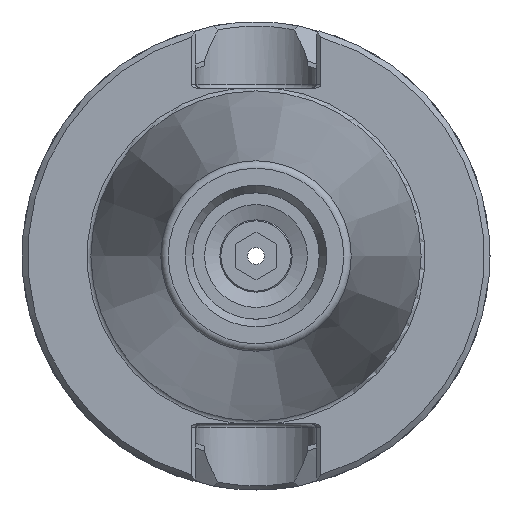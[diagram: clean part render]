
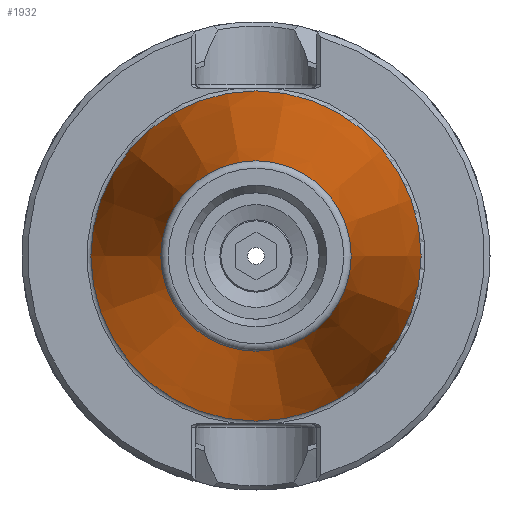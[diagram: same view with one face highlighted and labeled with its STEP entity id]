
A CAD part, left-side view. The second image highlights one B-rep face of the part: STEP entity #1932.
In plain terms, the highlighted conical face has half-angle 8.297 degrees and reference radius 17.456 mm.
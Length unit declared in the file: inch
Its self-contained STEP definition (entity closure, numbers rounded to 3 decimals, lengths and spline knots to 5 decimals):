
#305=CONICAL_SURFACE('',#2112,0.68724,8.297);
#499=FACE_BOUND('',#735,.T.);
#583=FACE_OUTER_BOUND('',#734,.T.);
#734=EDGE_LOOP('',(#1590));
#735=EDGE_LOOP('',(#1591));
#858=CIRCLE('',#2097,0.875);
#865=CIRCLE('',#2110,0.50448);
#1012=VERTEX_POINT('',#3272);
#1019=VERTEX_POINT('',#3292);
#1232=EDGE_CURVE('',#1012,#1012,#858,.T.);
#1239=EDGE_CURVE('',#1019,#1019,#865,.T.);
#1590=ORIENTED_EDGE('',*,*,#1232,.T.);
#1591=ORIENTED_EDGE('',*,*,#1239,.F.);
#1932=ADVANCED_FACE('',(#583,#499),#305,.T.);
#2097=AXIS2_PLACEMENT_3D('',#3273,#2488,#2489);
#2110=AXIS2_PLACEMENT_3D('',#3293,#2514,#2515);
#2112=AXIS2_PLACEMENT_3D('',#3295,#2518,#2519);
#2488=DIRECTION('center_axis',(-1.,0.,0.));
#2489=DIRECTION('ref_axis',(0.,1.,0.));
#2514=DIRECTION('center_axis',(-1.,0.,0.));
#2515=DIRECTION('ref_axis',(0.,-1.,0.));
#2518=DIRECTION('center_axis',(1.,0.,0.));
#2519=DIRECTION('ref_axis',(0.,1.,0.));
#3272=CARTESIAN_POINT('',(0.00001,0.875,0.));
#3273=CARTESIAN_POINT('Origin',(0.00001,0.,0.));
#3292=CARTESIAN_POINT('',(-2.54077,0.50448,0.));
#3293=CARTESIAN_POINT('Origin',(-2.54077,0.,
0.));
#3295=CARTESIAN_POINT('Origin',(-1.2875,0.,0.));
